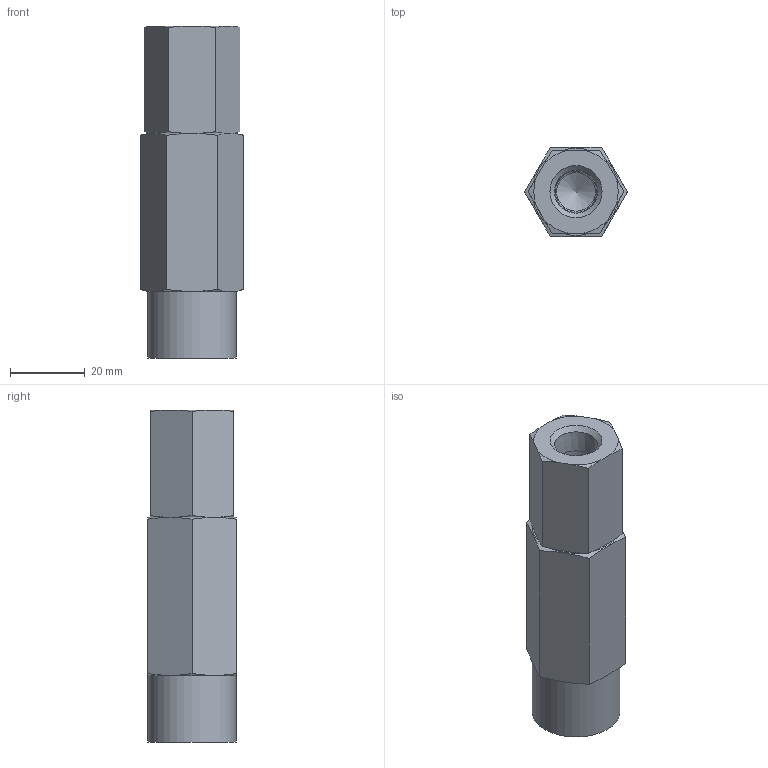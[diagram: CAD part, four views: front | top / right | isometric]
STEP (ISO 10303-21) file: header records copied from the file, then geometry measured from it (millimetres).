
FILE_DESCRIPTION((''),'2;1');
FILE_NAME('1302L.stp','2015-01-26T11:14:45',('jml'),(''),'Autodesk Inventor 2010','Autodesk Inventor 2010','');
FILE_SCHEMA(('AUTOMOTIVE_DESIGN { 1 0 10303 214 1 1 1 1 }'));
Length unit declared in the file: inch
Products named in the file (4): 1302 (LevelofDetail1); 320111; 320134; 908 O-RING
Assembly tree (3 placements, depth 2):
  1302 (LevelofDetail1)
    320111
    320134
    908 O-RING
Bounding box: 27.48 x 23.8 x 88.9 mm (x, y, z)
Volume: 33599.7 mm3; surface area: 13028.5 mm2
Topology: 3 solids, 3 shells, 153 faces, 384 edges, 253 vertices
Faces by surface type: plane 103, cylinder 18, bspline 15, cone 15, torus 2
Full cylindrical faces by diameter (mm): 1.044 x1, 16.815 x1, 19.05 x1, 23.622 x1
Entity records: 4748 total; most frequent: CARTESIAN_POINT 1074, ORIENTED_EDGE 710, DIRECTION 680, EDGE_CURVE 355, VECTOR 248, LINE 248, VERTEX_POINT 246, AXIS2_PLACEMENT_3D 216
